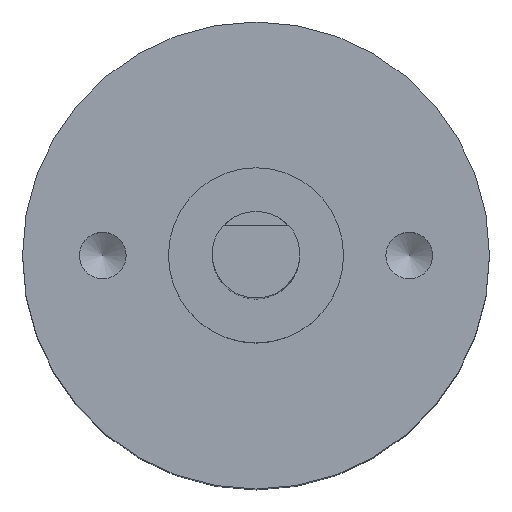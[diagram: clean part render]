
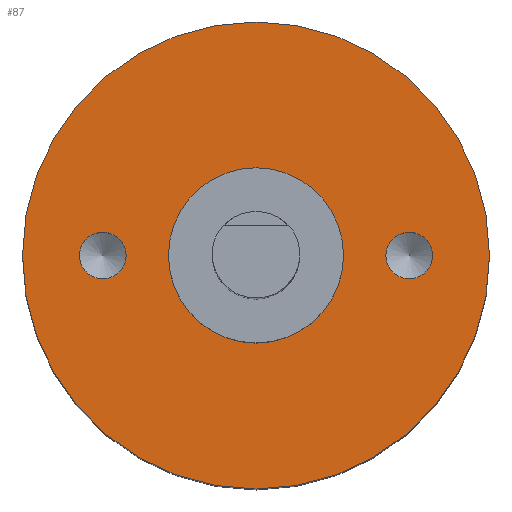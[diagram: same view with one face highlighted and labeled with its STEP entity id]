
A CAD part, top view. The second image highlights one B-rep face of the part: STEP entity #87.
In plain terms, the highlighted planar face has unit normal (0, 0, 1).
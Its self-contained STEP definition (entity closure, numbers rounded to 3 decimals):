
#19 = CARTESIAN_POINT ( 'NONE',  ( 0., 3., 15. ) ) ;
#25 = FACE_BOUND ( 'NONE', #258, .T. ) ;
#51 = CARTESIAN_POINT ( 'NONE',  ( 0., 0., 15. ) ) ;
#55 = DIRECTION ( 'NONE',  ( -1., 0., 0. ) ) ;
#87 = ADVANCED_FACE ( 'NONE', ( #670, #356, #25, #135 ), #363, .T. ) ;
#97 = CARTESIAN_POINT ( 'NONE',  ( 6.05, 0., 15. ) ) ;
#110 = CIRCLE ( 'NONE', #428, 0.8 ) ;
#123 = AXIS2_PLACEMENT_3D ( 'NONE', #508, #739, #216 ) ;
#129 = DIRECTION ( 'NONE',  ( 1., 0., 0. ) ) ;
#135 = FACE_OUTER_BOUND ( 'NONE', #194, .T. ) ;
#142 = DIRECTION ( 'NONE',  ( 0., 0., 1. ) ) ;
#156 = CARTESIAN_POINT ( 'NONE',  ( -3., 0., 15. ) ) ;
#165 = VERTEX_POINT ( 'NONE', #156 ) ;
#194 = EDGE_LOOP ( 'NONE', ( #585 ) ) ;
#216 = DIRECTION ( 'NONE',  ( -1., 0., 0. ) ) ;
#218 = VERTEX_POINT ( 'NONE', #429 ) ;
#247 = ORIENTED_EDGE ( 'NONE', *, *, #507, .T. ) ;
#258 = EDGE_LOOP ( 'NONE', ( #247 ) ) ;
#274 = VERTEX_POINT ( 'NONE', #97 ) ;
#275 = DIRECTION ( 'NONE',  ( 0., 0., -1. ) ) ;
#336 = CARTESIAN_POINT ( 'NONE',  ( -5.25, 0., 15. ) ) ;
#356 = FACE_BOUND ( 'NONE', #545, .T. ) ;
#358 = AXIS2_PLACEMENT_3D ( 'NONE', #19, #142, #596 ) ;
#363 = PLANE ( 'NONE',  #358 ) ;
#370 = CIRCLE ( 'NONE', #470, 0.8 ) ;
#402 = AXIS2_PLACEMENT_3D ( 'NONE', #51, #275, #55 ) ;
#409 = CARTESIAN_POINT ( 'NONE',  ( 5.25, 0., 15. ) ) ;
#415 = DIRECTION ( 'NONE',  ( 0., 0., 1. ) ) ;
#428 = AXIS2_PLACEMENT_3D ( 'NONE', #336, #694, #568 ) ;
#429 = CARTESIAN_POINT ( 'NONE',  ( -4.45, 0., 15. ) ) ;
#470 = AXIS2_PLACEMENT_3D ( 'NONE', #409, #415, #129 ) ;
#493 = EDGE_CURVE ( 'NONE', #218, #218, #110, .T. ) ;
#500 = CARTESIAN_POINT ( 'NONE',  ( -8., 0., 15. ) ) ;
#507 = EDGE_CURVE ( 'NONE', #165, #165, #565, .T. ) ;
#508 = CARTESIAN_POINT ( 'NONE',  ( 0., 0., 15. ) ) ;
#516 = EDGE_CURVE ( 'NONE', #678, #678, #588, .T. ) ;
#545 = EDGE_LOOP ( 'NONE', ( #661 ) ) ;
#565 = CIRCLE ( 'NONE', #123, 3. ) ;
#568 = DIRECTION ( 'NONE',  ( 1., 0., 0. ) ) ;
#585 = ORIENTED_EDGE ( 'NONE', *, *, #516, .F. ) ;
#588 = CIRCLE ( 'NONE', #402, 8. ) ;
#596 = DIRECTION ( 'NONE',  ( 1., 0., 0. ) ) ;
#661 = ORIENTED_EDGE ( 'NONE', *, *, #707, .F. ) ;
#670 = FACE_BOUND ( 'NONE', #721, .T. ) ;
#673 = ORIENTED_EDGE ( 'NONE', *, *, #493, .F. ) ;
#678 = VERTEX_POINT ( 'NONE', #500 ) ;
#694 = DIRECTION ( 'NONE',  ( 0., 0., 1. ) ) ;
#707 = EDGE_CURVE ( 'NONE', #274, #274, #370, .T. ) ;
#721 = EDGE_LOOP ( 'NONE', ( #673 ) ) ;
#739 = DIRECTION ( 'NONE',  ( 0., 0., -1. ) ) ;
